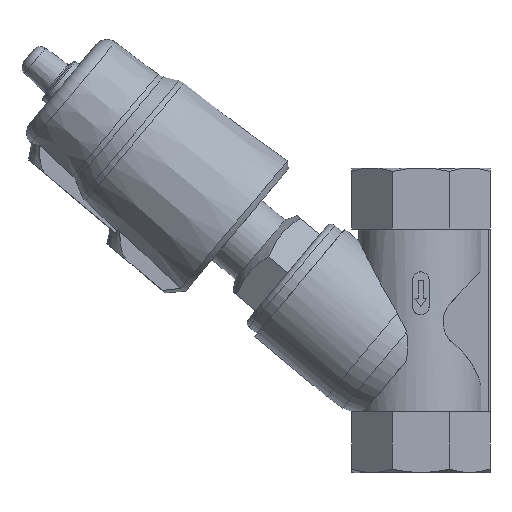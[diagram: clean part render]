
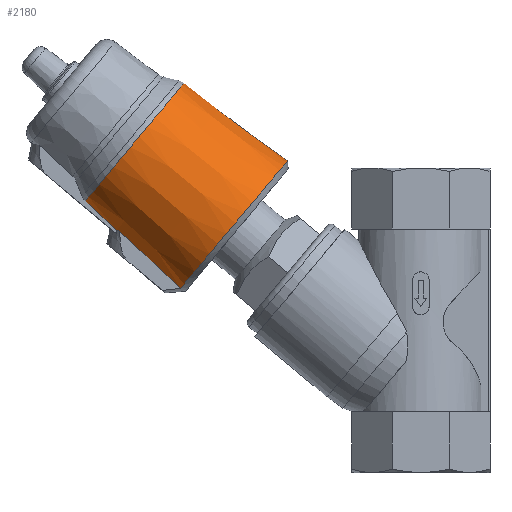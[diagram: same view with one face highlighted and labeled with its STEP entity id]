
A CAD part, left-side view. The second image highlights one B-rep face of the part: STEP entity #2180.
In plain terms, the highlighted conical face has half-angle 3 degrees and reference radius 28.445 mm.
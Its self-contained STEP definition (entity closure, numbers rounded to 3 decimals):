
#42=CONICAL_SURFACE('',#2396,28.445,0.052);
#175=B_SPLINE_CURVE_WITH_KNOTS('',3,(#3507,#3508,#3509,#3510,#3511,#3512,
#3513,#3514,#3515,#3516,#3517,#3518,#3519,#3520,#3521,#3522,#3523,#3524,
#3525,#3526,#3527,#3528,#3529,#3530,#3531,#3532,#3533,#3534,#3535,#3536,
#3537,#3538,#3539,#3540,#3541,#3542,#3543,#3544,#3545,#3546,#3547,#3548,
#3549),.UNSPECIFIED.,.F.,.F.,(4,1,1,1,1,1,1,1,1,1,1,1,1,1,1,1,1,1,1,1,1,
1,1,1,1,1,1,1,1,1,1,1,1,1,1,1,1,1,1,1,4),(0.107,0.112,
0.115,0.118,0.123,0.126,
0.129,0.131,0.134,0.137,
0.14,0.142,0.145,0.15,
0.153,0.156,0.161,0.164,
0.167,0.172,0.177,0.183,
0.188,0.194,0.199,0.205,
0.21,0.215,0.221,0.226,
0.232,0.237,0.243,0.248,
0.253,0.259,0.264,0.267,
0.27,0.275,0.28),.UNSPECIFIED.);
#189=B_SPLINE_CURVE_WITH_KNOTS('',3,(#3687,#3688,#3689,#3690),
 .UNSPECIFIED.,.F.,.F.,(4,4),(0.057,0.073),
 .UNSPECIFIED.);
#192=B_SPLINE_CURVE_WITH_KNOTS('',3,(#3704,#3705,#3706,#3707),
 .UNSPECIFIED.,.F.,.F.,(4,4),(0.057,0.073),
 .UNSPECIFIED.);
#194=B_SPLINE_CURVE_WITH_KNOTS('',3,(#3714,#3715,#3716,#3717),
 .UNSPECIFIED.,.F.,.F.,(4,4),(0.,0.002),
 .UNSPECIFIED.);
#197=B_SPLINE_CURVE_WITH_KNOTS('',3,(#3737,#3738,#3739,#3740),
 .UNSPECIFIED.,.F.,.F.,(4,4),(0.02,0.022),
 .UNSPECIFIED.);
#198=B_SPLINE_CURVE_WITH_KNOTS('',3,(#3747,#3748,#3749,#3750),
 .UNSPECIFIED.,.F.,.F.,(4,4),(0.001,0.031),
 .UNSPECIFIED.);
#199=B_SPLINE_CURVE_WITH_KNOTS('',3,(#3752,#3753,#3754,#3755),
 .UNSPECIFIED.,.F.,.F.,(4,4),(0.001,0.031),
 .UNSPECIFIED.);
#287=CIRCLE('',#2388,28.445);
#542=ORIENTED_EDGE('',*,*,#1107,.T.);
#543=ORIENTED_EDGE('',*,*,#1056,.T.);
#544=ORIENTED_EDGE('',*,*,#1108,.F.);
#545=ORIENTED_EDGE('',*,*,#1099,.T.);
#546=ORIENTED_EDGE('',*,*,#1097,.F.);
#547=ORIENTED_EDGE('',*,*,#1095,.T.);
#548=ORIENTED_EDGE('',*,*,#1093,.T.);
#549=ORIENTED_EDGE('',*,*,#1103,.T.);
#1056=EDGE_CURVE('',#1360,#1359,#175,.T.);
#1093=EDGE_CURVE('',#1389,#1388,#189,.T.);
#1095=EDGE_CURVE('',#1390,#1389,#287,.T.);
#1097=EDGE_CURVE('',#1390,#1391,#192,.T.);
#1099=EDGE_CURVE('',#1392,#1391,#194,.T.);
#1103=EDGE_CURVE('',#1388,#1395,#197,.T.);
#1107=EDGE_CURVE('',#1395,#1360,#198,.T.);
#1108=EDGE_CURVE('',#1392,#1359,#199,.T.);
#1359=VERTEX_POINT('',#3506);
#1360=VERTEX_POINT('',#3550);
#1388=VERTEX_POINT('',#3686);
#1389=VERTEX_POINT('',#3691);
#1390=VERTEX_POINT('',#3698);
#1391=VERTEX_POINT('',#3708);
#1392=VERTEX_POINT('',#3718);
#1395=VERTEX_POINT('',#3736);
#1828=EDGE_LOOP('',(#542,#543,#544,#545,#546,#547,#548,#549));
#2002=FACE_BOUND('',#1828,.T.);
#2180=ADVANCED_FACE('',(#2002),#42,.T.);
#2388=AXIS2_PLACEMENT_3D('',#3697,#2761,#2762);
#2396=AXIS2_PLACEMENT_3D('',#3756,#2779,#2780);
#2761=DIRECTION('',(0.643,-0.766,0.));
#2762=DIRECTION('',(0.766,0.643,0.));
#2779=DIRECTION('',(0.643,-0.766,0.));
#2780=DIRECTION('',(0.766,0.643,0.));
#3506=CARTESIAN_POINT('',(-66.564,86.817,10.));
#3507=CARTESIAN_POINT('',(-66.564,86.817,-10.));
#3508=CARTESIAN_POINT('',(-67.011,86.442,-11.705));
#3509=CARTESIAN_POINT('',(-67.849,85.738,-14.182));
#3510=CARTESIAN_POINT('',(-69.312,84.51,-17.301));
#3511=CARTESIAN_POINT('',(-70.955,83.132,-20.196));
#3512=CARTESIAN_POINT('',(-72.882,81.515,-22.802));
#3513=CARTESIAN_POINT('',(-75.074,79.675,-25.07));
#3514=CARTESIAN_POINT('',(-76.803,78.225,-26.554));
#3515=CARTESIAN_POINT('',(-78.623,76.697,-27.838));
#3516=CARTESIAN_POINT('',(-80.546,75.084,-28.92));
#3517=CARTESIAN_POINT('',(-82.531,73.418,-29.774));
#3518=CARTESIAN_POINT('',(-84.545,71.728,-30.391));
#3519=CARTESIAN_POINT('',(-86.594,70.009,-30.779));
#3520=CARTESIAN_POINT('',(-89.389,67.663,-30.982));
#3521=CARTESIAN_POINT('',(-92.151,65.345,-30.702));
#3522=CARTESIAN_POINT('',(-94.853,63.077,-29.959));
#3523=CARTESIAN_POINT('',(-97.535,60.827,-28.891));
#3524=CARTESIAN_POINT('',(-100.047,58.719,-27.392));
#3525=CARTESIAN_POINT('',(-102.393,56.75,-25.477));
#3526=CARTESIAN_POINT('',(-104.63,54.874,-23.268));
#3527=CARTESIAN_POINT('',(-107.077,52.82,-20.112));
#3528=CARTESIAN_POINT('',(-109.511,50.777,-15.623));
#3529=CARTESIAN_POINT('',(-111.273,49.299,-10.737));
#3530=CARTESIAN_POINT('',(-112.375,48.374,-5.442));
#3531=CARTESIAN_POINT('',(-112.741,48.067,0.007));
#3532=CARTESIAN_POINT('',(-112.376,48.374,5.433));
#3533=CARTESIAN_POINT('',(-111.274,49.298,10.733));
#3534=CARTESIAN_POINT('',(-109.513,50.776,15.619));
#3535=CARTESIAN_POINT('',(-107.08,52.818,20.108));
#3536=CARTESIAN_POINT('',(-104.14,55.285,23.901));
#3537=CARTESIAN_POINT('',(-100.67,58.196,27.024));
#3538=CARTESIAN_POINT('',(-96.911,61.351,29.263));
#3539=CARTESIAN_POINT('',(-92.829,64.776,30.637));
#3540=CARTESIAN_POINT('',(-88.708,68.234,31.05));
#3541=CARTESIAN_POINT('',(-84.516,71.752,30.507));
#3542=CARTESIAN_POINT('',(-80.535,75.093,29.042));
#3543=CARTESIAN_POINT('',(-76.744,78.274,26.649));
#3544=CARTESIAN_POINT('',(-73.955,80.614,24.015));
#3545=CARTESIAN_POINT('',(-71.917,82.324,21.499));
#3546=CARTESIAN_POINT('',(-70.087,83.86,18.798));
#3547=CARTESIAN_POINT('',(-68.146,85.489,15.048));
#3548=CARTESIAN_POINT('',(-67.01,86.442,11.704));
#3549=CARTESIAN_POINT('',(-66.564,86.817,10.));
#3550=CARTESIAN_POINT('',(-66.564,86.817,-10.));
#3686=CARTESIAN_POINT('',(-87.529,109.887,-8.5));
#3687=CARTESIAN_POINT('',(-98.175,121.247,-8.5));
#3688=CARTESIAN_POINT('',(-94.626,117.461,-8.5));
#3689=CARTESIAN_POINT('',(-91.077,113.674,-8.5));
#3690=CARTESIAN_POINT('',(-87.529,109.887,-8.5));
#3691=CARTESIAN_POINT('',(-98.175,121.247,-8.5));
#3697=CARTESIAN_POINT('',(-118.97,103.798,0.));
#3698=CARTESIAN_POINT('',(-98.175,121.247,8.5));
#3704=CARTESIAN_POINT('',(-98.175,121.247,8.5));
#3705=CARTESIAN_POINT('',(-94.626,117.461,8.5));
#3706=CARTESIAN_POINT('',(-91.077,113.674,8.5));
#3707=CARTESIAN_POINT('',(-87.529,109.887,8.5));
#3708=CARTESIAN_POINT('',(-87.529,109.887,8.5));
#3714=CARTESIAN_POINT('',(-87.192,108.799,10.));
#3715=CARTESIAN_POINT('',(-87.321,109.19,9.52));
#3716=CARTESIAN_POINT('',(-87.432,109.552,9.02));
#3717=CARTESIAN_POINT('',(-87.529,109.887,8.5));
#3718=CARTESIAN_POINT('',(-87.192,108.799,10.));
#3736=CARTESIAN_POINT('',(-87.192,108.799,-10.));
#3737=CARTESIAN_POINT('',(-87.529,109.887,-8.5));
#3738=CARTESIAN_POINT('',(-87.431,109.551,-9.022));
#3739=CARTESIAN_POINT('',(-87.32,109.188,-9.523));
#3740=CARTESIAN_POINT('',(-87.192,108.799,-10.));
#3747=CARTESIAN_POINT('',(-87.192,108.799,-10.));
#3748=CARTESIAN_POINT('',(-80.315,101.473,-10.));
#3749=CARTESIAN_POINT('',(-73.439,94.145,-10.));
#3750=CARTESIAN_POINT('',(-66.564,86.817,-10.));
#3752=CARTESIAN_POINT('',(-87.192,108.799,10.));
#3753=CARTESIAN_POINT('',(-80.315,101.473,10.));
#3754=CARTESIAN_POINT('',(-73.439,94.145,10.));
#3755=CARTESIAN_POINT('',(-66.564,86.817,10.));
#3756=CARTESIAN_POINT('',(-118.97,103.798,0.));
